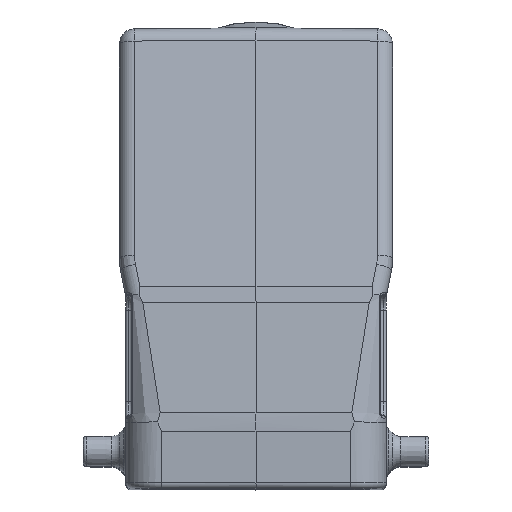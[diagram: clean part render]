
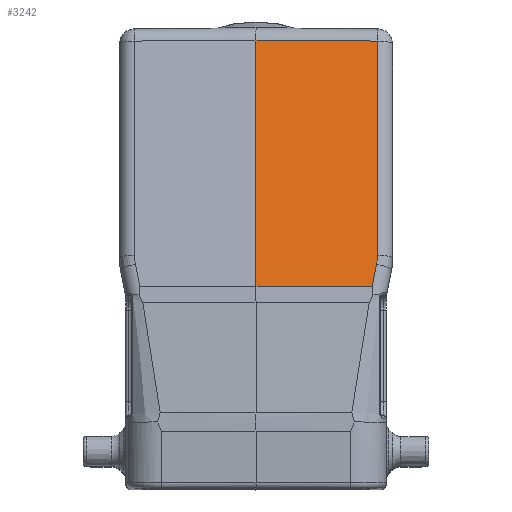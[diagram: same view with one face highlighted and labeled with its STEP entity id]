
A CAD part, top view. The second image highlights one B-rep face of the part: STEP entity #3242.
In plain terms, the highlighted planar face has unit normal (0.009, 0.19, 0.982).
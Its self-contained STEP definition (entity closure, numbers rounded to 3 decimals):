
#119=ELLIPSE('',#11240,7.639,7.5);
#894=FACE_OUTER_BOUND('',#4348,.T.);
#1661=LINE('',#16646,#2417);
#1662=LINE('',#16648,#2418);
#1692=LINE('',#17175,#2448);
#1693=LINE('',#17177,#2449);
#1694=LINE('',#17179,#2450);
#2417=VECTOR('',#12997,1.);
#2418=VECTOR('',#13000,1.);
#2448=VECTOR('',#13170,1.);
#2449=VECTOR('',#13171,1.);
#2450=VECTOR('',#13172,1.);
#3242=ADVANCED_FACE('NONE',(#894),#3827,.T.);
#3827=PLANE('',#11241);
#4348=EDGE_LOOP('',(#5979,#5980,#5981,#5982,#5983,#5984));
#5979=ORIENTED_EDGE('',*,*,#9419,.T.);
#5980=ORIENTED_EDGE('',*,*,#9418,.T.);
#5981=ORIENTED_EDGE('',*,*,#9519,.F.);
#5982=ORIENTED_EDGE('',*,*,#9520,.F.);
#5983=ORIENTED_EDGE('',*,*,#9521,.F.);
#5984=ORIENTED_EDGE('',*,*,#9522,.F.);
#8258=VERTEX_POINT('',#16477);
#8287=VERTEX_POINT('',#16645);
#8288=VERTEX_POINT('',#16649);
#8354=VERTEX_POINT('',#17176);
#8355=VERTEX_POINT('',#17178);
#8356=VERTEX_POINT('',#17180);
#9418=EDGE_CURVE('NONE',#8258,#8287,#1661,.T.);
#9419=EDGE_CURVE('NONE',#8288,#8258,#1662,.T.);
#9519=EDGE_CURVE('NONE',#8354,#8287,#1692,.T.);
#9520=EDGE_CURVE('NONE',#8355,#8354,#1693,.T.);
#9521=EDGE_CURVE('NONE',#8356,#8355,#1694,.T.);
#9522=EDGE_CURVE('NONE',#8288,#8356,#119,.T.);
#11240=AXIS2_PLACEMENT_3D('',#17181,#13173,#13174);
#11241=AXIS2_PLACEMENT_3D('',#17182,#13175,#13176);
#12997=DIRECTION('',(-1.,0.009,0.007));
#13000=DIRECTION('',(0.,0.982,-0.19));
#13170=DIRECTION('',(0.,0.982,-0.19));
#13171=DIRECTION('',(-1.,0.,0.009));
#13172=DIRECTION('',(-0.193,-0.963,0.188));
#13173=DIRECTION('',(-0.009,-0.19,-0.982));
#13174=DIRECTION('',(0.045,0.981,-0.19));
#13175=DIRECTION('',(0.009,0.19,0.982));
#13176=DIRECTION('',(0.,-0.982,0.19));
#16477=CARTESIAN_POINT('',(20.022,19.215,49.747));
#16645=CARTESIAN_POINT('',(0.,19.39,49.891));
#16646=CARTESIAN_POINT('',(20.022,19.215,49.747));
#16648=CARTESIAN_POINT('',(20.022,-22.618,57.828));
#16649=CARTESIAN_POINT('',(20.022,-16.12,56.573));
#17175=CARTESIAN_POINT('',(0.,-22.585,58.));
#17176=CARTESIAN_POINT('',(0.,-21.241,57.74));
#17177=CARTESIAN_POINT('',(-0.002,-21.241,57.74));
#17178=CARTESIAN_POINT('',(19.146,-21.241,57.57));
#17179=CARTESIAN_POINT('',(18.171,-26.117,58.521));
#17180=CARTESIAN_POINT('',(19.876,-17.591,56.859));
#17181=CARTESIAN_POINT('',(12.522,-16.12,56.64));
#17182=CARTESIAN_POINT('',(0.,-22.585,58.));
